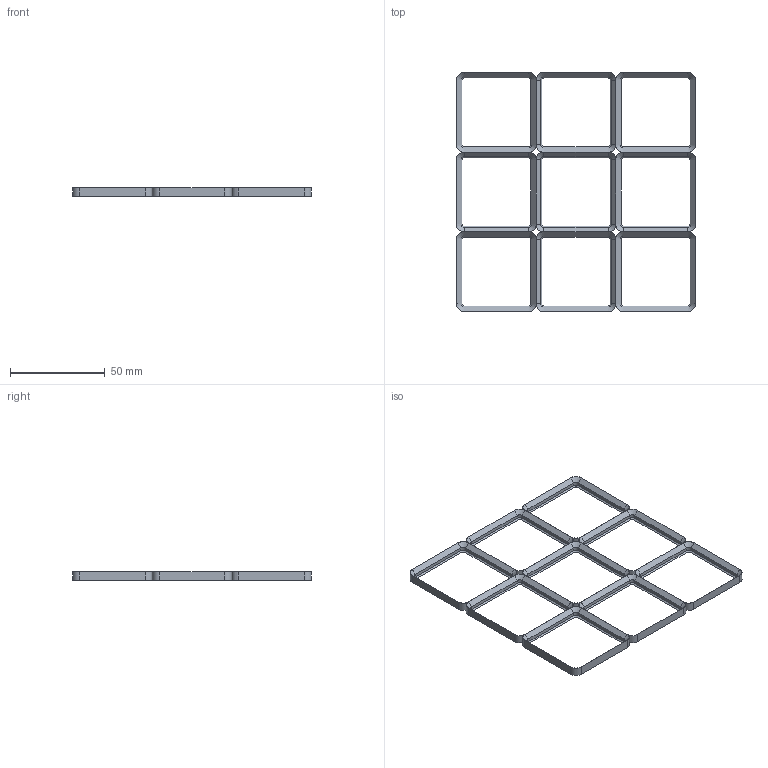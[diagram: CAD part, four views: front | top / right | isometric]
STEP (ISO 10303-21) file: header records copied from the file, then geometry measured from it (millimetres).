
FILE_DESCRIPTION(('STEP AP242'), '1');
FILE_NAME('assemblyBaseplate9X9', '', ('UNSPECIFIED'), ('UNSPECIFIED'), 'C3D Converter', 'C3D Toolkit', '');
FILE_SCHEMA(('AP242_MANAGED_MODEL_BASED_3D_ENGINEERING_MIM_LF { 1 0 10303 442 1 1 4 }'));
Length unit declared in the file: millimetre
Assembly tree (9 placements, depth 2):
  (unnamed)
    (unnamed)  x9
Bounding box: 126 x 126 x 4.65 mm (x, y, z)
Volume: 11118 mm3; surface area: 18606.4 mm2
Topology: 9 solids, 9 shells, 333 faces, 756 edges, 432 vertices
Faces by surface type: plane 189, cylinder 72, cone 72
Entity records: 1299 total; most frequent: DIRECTION 202, CARTESIAN_POINT 179, ORIENTED_EDGE 168, EDGE_CURVE 84, AXIS2_PLACEMENT_3D 71, LINE 60, VECTOR 60, VERTEX_POINT 48
